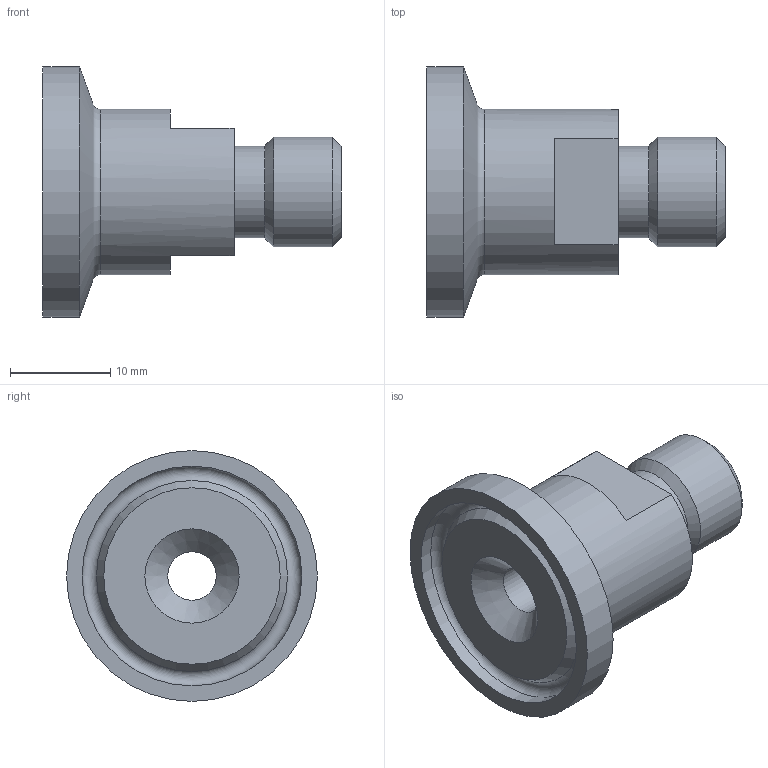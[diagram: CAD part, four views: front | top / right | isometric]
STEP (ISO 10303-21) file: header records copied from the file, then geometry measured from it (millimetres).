
FILE_DESCRIPTION(/* description */ (''),/* implementation_level */ '2;1');
FILE_NAME(/* name */ '31-14-.50X.25.stp',/* time_stamp */ '2021-01-08T16:03:20-05:00',/* author */ ('rick'),/* organization */ (''),/* preprocessor_version */ 'ST-DEVELOPER v18',/* originating_system */ 'Autodesk Inventor 2020',/* authorisation */ '');
FILE_SCHEMA (('AUTOMOTIVE_DESIGN { 1 0 10303 214 3 1 1 }'));
Length unit declared in the file: inch
Products named in the file (1): 31-14-.50X.25
Bounding box: 29.72 x 24.99 x 24.99 mm (x, y, z)
Volume: 4817.5 mm3; surface area: 2934 mm2
Topology: 1 solids, 1 shells, 24 faces, 69 edges, 50 vertices
Faces by surface type: plane 9, cylinder 7, cone 6, torus 2
Full cylindrical faces by diameter (mm): 4.826 x1, 6.477 x1, 9.147 x1, 10.925 x1, 16.51 x1, 21.895 x1, 24.994 x1
Entity records: 901 total; most frequent: DIRECTION 167, CARTESIAN_POINT 144, ORIENTED_EDGE 138, AXIS2_PLACEMENT_3D 73, EDGE_CURVE 69, VERTEX_POINT 50, CIRCLE 48, EDGE_LOOP 29
